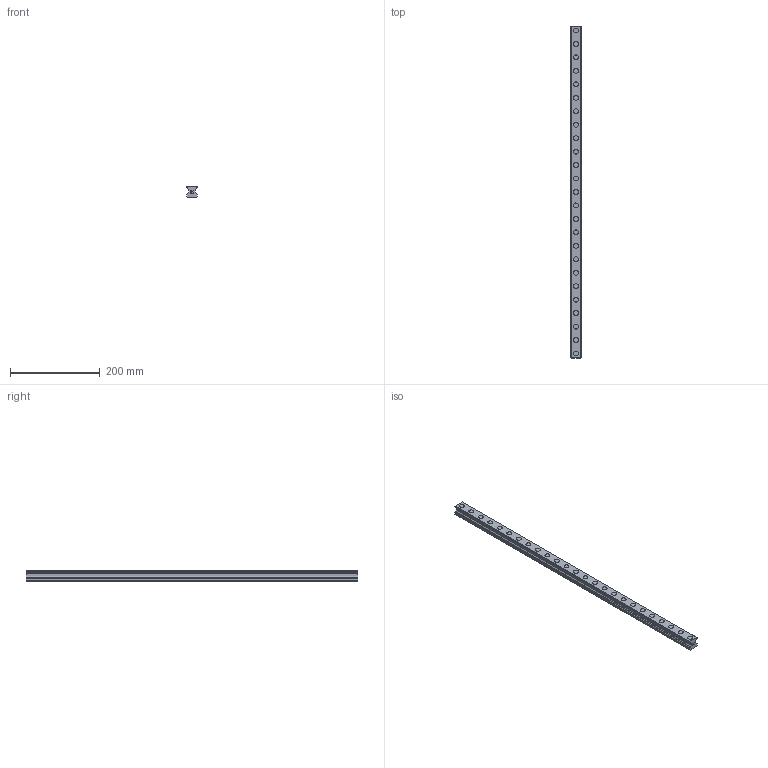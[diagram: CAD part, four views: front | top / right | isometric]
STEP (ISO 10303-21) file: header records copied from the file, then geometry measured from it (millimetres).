
FILE_DESCRIPTION(('STEP AP214'),'1');
FILE_NAME('cctmp_53F457D6-89FB-4507-88C5-CD7A2C1E3FF3_2021_03_10_11_32_02_0124..stp','2021-03-10T10:32:02',('HIWIN GmbH'),('CADClick - www.CADClick.com'),'Spatial InterOp 3D',' ','unknown authorization');
FILE_SCHEMA(('AUTOMOTIVE_DESIGN'));
Length unit declared in the file: millimetre
Products named in the file (1): RGR25R740H_FILE
Bounding box: 23 x 740 x 23.6 mm (x, y, z)
Volume: 296309.5 mm3; surface area: 92737.3 mm2
Topology: 1 solids, 1 shells, 342 faces, 783 edges, 522 vertices
Faces by surface type: plane 174, cylinder 168
Entity records: 12523 total; most frequent: DIRECTION 1805, CARTESIAN_POINT 1648, ORIENTED_EDGE 1566, EDGE_CURVE 783, AXIS2_PLACEMENT_3D 679, VERTEX_POINT 522, LINE 447, VECTOR 447
